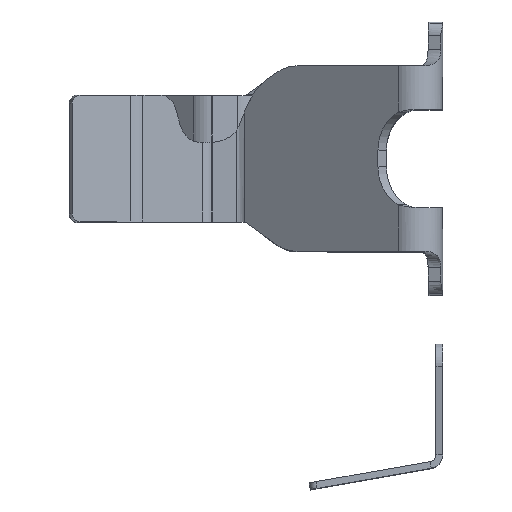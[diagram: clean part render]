
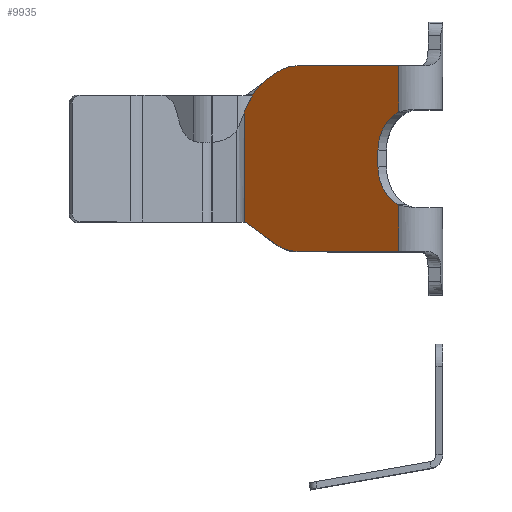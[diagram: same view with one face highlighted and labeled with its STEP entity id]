
A CAD part, top view. The second image highlights one B-rep face of the part: STEP entity #9935.
In plain terms, the highlighted planar face has unit normal (-0.616, 0, 0.788).
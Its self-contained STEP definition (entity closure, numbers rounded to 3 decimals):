
#607 = ORIENTED_EDGE ( 'NONE', *, *, #16177, .T. ) ;
#752 = CARTESIAN_POINT ( 'NONE',  ( 1524.564, -27.25, 1810.366 ) ) ;
#857 = CARTESIAN_POINT ( 'NONE',  ( 1581.493, -27.25, 1854.845 ) ) ;
#867 = LINE ( 'NONE', #23503, #22404 ) ;
#869 = DIRECTION ( 'NONE',  ( 0., 1., 0. ) ) ;
#1007 = VECTOR ( 'NONE', #12765, 1000. ) ;
#1159 = EDGE_CURVE ( 'NONE', #2952, #12742, #8867, .T. ) ;
#1365 = CARTESIAN_POINT ( 'NONE',  ( 1573.965, -3., 1848.963 ) ) ;
#1419 = CARTESIAN_POINT ( 'NONE',  ( 1544.304, 14., 1825.789 ) ) ;
#1884 = VERTEX_POINT ( 'NONE', #20987 ) ;
#2248 = CARTESIAN_POINT ( 'NONE',  ( 1573.965, 3., 1848.963 ) ) ;
#2607 = VERTEX_POINT ( 'NONE', #20657 ) ;
#2952 = VERTEX_POINT ( 'NONE', #12075 ) ;
#2983 = EDGE_CURVE ( 'NONE', #22150, #9380, #867, .T. ) ;
#3036 = CARTESIAN_POINT ( 'NONE',  ( 1544.304, -14., 1825.789 ) ) ;
#3706 = ORIENTED_EDGE ( 'NONE', *, *, #18759, .T. ) ;
#4161 = VERTEX_POINT ( 'NONE', #1365 ) ;
#4293 = EDGE_CURVE ( 'NONE', #13516, #2607, #23261, .T. ) ;
#4937 = AXIS2_PLACEMENT_3D ( 'NONE', #10834, #14849, #19221 ) ;
#5305 = DIRECTION ( 'NONE',  ( 0.788, 0., 0.616 ) ) ;
#5550 = LINE ( 'NONE', #7141, #1007 ) ;
#5820 = ORIENTED_EDGE ( 'NONE', *, *, #14222, .T. ) ;
#6090 = DIRECTION ( 'NONE',  ( 0., 1., 0. ) ) ;
#6128 = VECTOR ( 'NONE', #20007, 1000. ) ;
#6148 = CARTESIAN_POINT ( 'NONE',  ( 1544.304, -34., 1825.789 ) ) ;
#6175 = CARTESIAN_POINT ( 'NONE',  ( 1524.89, 16.716, 1810.621 ) ) ;
#6408 = CARTESIAN_POINT ( 'NONE',  ( 1544.304, 34., 1825.789 ) ) ;
#6565 = CIRCLE ( 'NONE', #12406, 15. ) ;
#6856 = AXIS2_PLACEMENT_3D ( 'NONE', #752, #23039, #869 ) ;
#7133 = CARTESIAN_POINT ( 'NONE',  ( 1581.493, 34., 1854.845 ) ) ;
#7141 = CARTESIAN_POINT ( 'NONE',  ( 1540.081, 34., 1822.49 ) ) ;
#7188 = ORIENTED_EDGE ( 'NONE', *, *, #9026, .T. ) ;
#7406 = ORIENTED_EDGE ( 'NONE', *, *, #12083, .T. ) ;
#7652 = ORIENTED_EDGE ( 'NONE', *, *, #7701, .T. ) ;
#7665 = ORIENTED_EDGE ( 'NONE', *, *, #20046, .T. ) ;
#7701 = EDGE_CURVE ( 'NONE', #21730, #13168, #20856, .T. ) ;
#7808 = LINE ( 'NONE', #19143, #17000 ) ;
#8132 = LINE ( 'NONE', #19333, #15502 ) ;
#8409 = DIRECTION ( 'NONE',  ( 0.788, 0., 0.616 ) ) ;
#8430 = CIRCLE ( 'NONE', #11545, 20. ) ;
#8697 = CARTESIAN_POINT ( 'NONE',  ( 1526.14, -23.786, 1811.598 ) ) ;
#8702 = ORIENTED_EDGE ( 'NONE', *, *, #21069, .T. ) ;
#8867 = LINE ( 'NONE', #18251, #14544 ) ;
#8931 = CARTESIAN_POINT ( 'NONE',  ( 1540.081, 34., 1822.49 ) ) ;
#9026 = EDGE_CURVE ( 'NONE', #4161, #18972, #17653, .T. ) ;
#9380 = VERTEX_POINT ( 'NONE', #13264 ) ;
#9841 = ORIENTED_EDGE ( 'NONE', *, *, #17127, .T. ) ;
#9935 = ADVANCED_FACE ( 'NONE', ( #11586 ), #11341, .T. ) ;
#10024 = CIRCLE ( 'NONE', #12027, 20. ) ;
#10411 = DIRECTION ( 'NONE',  ( 0.788, 0., 0.616 ) ) ;
#10834 = CARTESIAN_POINT ( 'NONE',  ( 1585.785, -3., 1858.198 ) ) ;
#10990 = CARTESIAN_POINT ( 'NONE',  ( 1524.89, -23.271, 1810.621 ) ) ;
#11341 = PLANE ( 'NONE',  #15881 ) ;
#11431 = ORIENTED_EDGE ( 'NONE', *, *, #13794, .T. ) ;
#11545 = AXIS2_PLACEMENT_3D ( 'NONE', #12240, #19661, #10411 ) ;
#11586 = FACE_OUTER_BOUND ( 'NONE', #20632, .T. ) ;
#11837 = DIRECTION ( 'NONE',  ( 0., -1., 0. ) ) ;
#12027 = AXIS2_PLACEMENT_3D ( 'NONE', #1419, #14701, #5305 ) ;
#12055 = DIRECTION ( 'NONE',  ( 0., 1., 0. ) ) ;
#12075 = CARTESIAN_POINT ( 'NONE',  ( 1526.979, 21.306, 1812.253 ) ) ;
#12083 = EDGE_CURVE ( 'NONE', #21925, #1884, #19770, .T. ) ;
#12240 = CARTESIAN_POINT ( 'NONE',  ( 1540.627, 11.306, 1822.917 ) ) ;
#12285 = CARTESIAN_POINT ( 'NONE',  ( 1536.424, 31.321, 1819.632 ) ) ;
#12406 = AXIS2_PLACEMENT_3D ( 'NONE', #20579, #20333, #22163 ) ;
#12742 = VERTEX_POINT ( 'NONE', #6175 ) ;
#12765 = DIRECTION ( 'NONE',  ( -0.788, 0., -0.616 ) ) ;
#12873 = CARTESIAN_POINT ( 'NONE',  ( 1536.424, -31.321, 1819.632 ) ) ;
#13168 = VERTEX_POINT ( 'NONE', #8697 ) ;
#13264 = CARTESIAN_POINT ( 'NONE',  ( 1581.493, -34., 1854.845 ) ) ;
#13347 = AXIS2_PLACEMENT_3D ( 'NONE', #3036, #19384, #8409 ) ;
#13516 = VERTEX_POINT ( 'NONE', #7133 ) ;
#13794 = EDGE_CURVE ( 'NONE', #1884, #2952, #8430, .T. ) ;
#13904 = DIRECTION ( 'NONE',  ( 0., -1., 0. ) ) ;
#14222 = EDGE_CURVE ( 'NONE', #12742, #21730, #7808, .T. ) ;
#14544 = VECTOR ( 'NONE', #16306, 1000. ) ;
#14701 = DIRECTION ( 'NONE',  ( -0.616, 0., 0.788 ) ) ;
#14849 = DIRECTION ( 'NONE',  ( 0.616, 0., -0.788 ) ) ;
#15079 = CIRCLE ( 'NONE', #4937, 15. ) ;
#15274 = CIRCLE ( 'NONE', #13347, 20. ) ;
#15450 = VERTEX_POINT ( 'NONE', #6148 ) ;
#15502 = VECTOR ( 'NONE', #20916, 1000. ) ;
#15713 = ORIENTED_EDGE ( 'NONE', *, *, #20313, .T. ) ;
#15881 = AXIS2_PLACEMENT_3D ( 'NONE', #20465, #17198, #6090 ) ;
#16177 = EDGE_CURVE ( 'NONE', #13168, #20365, #21883, .T. ) ;
#16278 = ORIENTED_EDGE ( 'NONE', *, *, #2983, .F. ) ;
#16306 = DIRECTION ( 'NONE',  ( -0.394, -0.866, -0.308 ) ) ;
#17000 = VECTOR ( 'NONE', #11837, 1000. ) ;
#17127 = EDGE_CURVE ( 'NONE', #18972, #2607, #6565, .T. ) ;
#17198 = DIRECTION ( 'NONE',  ( -0.616, 0., 0.788 ) ) ;
#17653 = LINE ( 'NONE', #21536, #18194 ) ;
#17909 = DIRECTION ( 'NONE',  ( 0., -1., 0. ) ) ;
#18194 = VECTOR ( 'NONE', #12055, 1000. ) ;
#18251 = CARTESIAN_POINT ( 'NONE',  ( 1529.09, 25.947, 1813.903 ) ) ;
#18359 = CARTESIAN_POINT ( 'NONE',  ( 1540.081, -34., 1822.49 ) ) ;
#18759 = EDGE_CURVE ( 'NONE', #15450, #9380, #8132, .T. ) ;
#18972 = VERTEX_POINT ( 'NONE', #2248 ) ;
#19143 = CARTESIAN_POINT ( 'NONE',  ( 1524.89, -27.25, 1810.621 ) ) ;
#19221 = DIRECTION ( 'NONE',  ( 0., -1., 0. ) ) ;
#19333 = CARTESIAN_POINT ( 'NONE',  ( 1586.573, -34., 1858.814 ) ) ;
#19384 = DIRECTION ( 'NONE',  ( -0.616, 0., 0.788 ) ) ;
#19602 = VERTEX_POINT ( 'NONE', #6408 ) ;
#19661 = DIRECTION ( 'NONE',  ( -0.616, 0., 0.788 ) ) ;
#19770 = LINE ( 'NONE', #8931, #6128 ) ;
#19918 = CARTESIAN_POINT ( 'NONE',  ( 1581.493, -16.976, 1854.845 ) ) ;
#19939 = DIRECTION ( 'NONE',  ( 0.682, -0.5, 0.533 ) ) ;
#20007 = DIRECTION ( 'NONE',  ( -0.682, -0.5, -0.533 ) ) ;
#20046 = EDGE_CURVE ( 'NONE', #22150, #4161, #15079, .T. ) ;
#20081 = VECTOR ( 'NONE', #17909, 1000. ) ;
#20313 = EDGE_CURVE ( 'NONE', #19602, #21925, #10024, .T. ) ;
#20333 = DIRECTION ( 'NONE',  ( 0.616, 0., -0.788 ) ) ;
#20365 = VERTEX_POINT ( 'NONE', #12873 ) ;
#20465 = CARTESIAN_POINT ( 'NONE',  ( 1524.564, -27.25, 1810.366 ) ) ;
#20546 = VECTOR ( 'NONE', #19939, 1000. ) ;
#20579 = CARTESIAN_POINT ( 'NONE',  ( 1585.785, 3., 1858.198 ) ) ;
#20632 = EDGE_LOOP ( 'NONE', ( #7406, #11431, #23583, #5820, #7652, #607, #22086, #3706, #16278, #7665, #7188, #9841, #21669, #8702, #15713 ) ) ;
#20657 = CARTESIAN_POINT ( 'NONE',  ( 1581.493, 16.976, 1854.845 ) ) ;
#20856 = CIRCLE ( 'NONE', #6856, 4. ) ;
#20916 = DIRECTION ( 'NONE',  ( 0.788, 0., 0.616 ) ) ;
#20987 = CARTESIAN_POINT ( 'NONE',  ( 1532.747, 28.627, 1816.76 ) ) ;
#21069 = EDGE_CURVE ( 'NONE', #13516, #19602, #5550, .T. ) ;
#21536 = CARTESIAN_POINT ( 'NONE',  ( 1573.965, -3., 1848.963 ) ) ;
#21669 = ORIENTED_EDGE ( 'NONE', *, *, #4293, .F. ) ;
#21730 = VERTEX_POINT ( 'NONE', #10990 ) ;
#21883 = LINE ( 'NONE', #18359, #20546 ) ;
#21925 = VERTEX_POINT ( 'NONE', #12285 ) ;
#22086 = ORIENTED_EDGE ( 'NONE', *, *, #23249, .T. ) ;
#22150 = VERTEX_POINT ( 'NONE', #19918 ) ;
#22163 = DIRECTION ( 'NONE',  ( 0., 1., 0. ) ) ;
#22404 = VECTOR ( 'NONE', #13904, 1000. ) ;
#23039 = DIRECTION ( 'NONE',  ( 0.616, 0., -0.788 ) ) ;
#23249 = EDGE_CURVE ( 'NONE', #20365, #15450, #15274, .T. ) ;
#23261 = LINE ( 'NONE', #857, #20081 ) ;
#23503 = CARTESIAN_POINT ( 'NONE',  ( 1581.493, -27.25, 1854.845 ) ) ;
#23583 = ORIENTED_EDGE ( 'NONE', *, *, #1159, .T. ) ;
